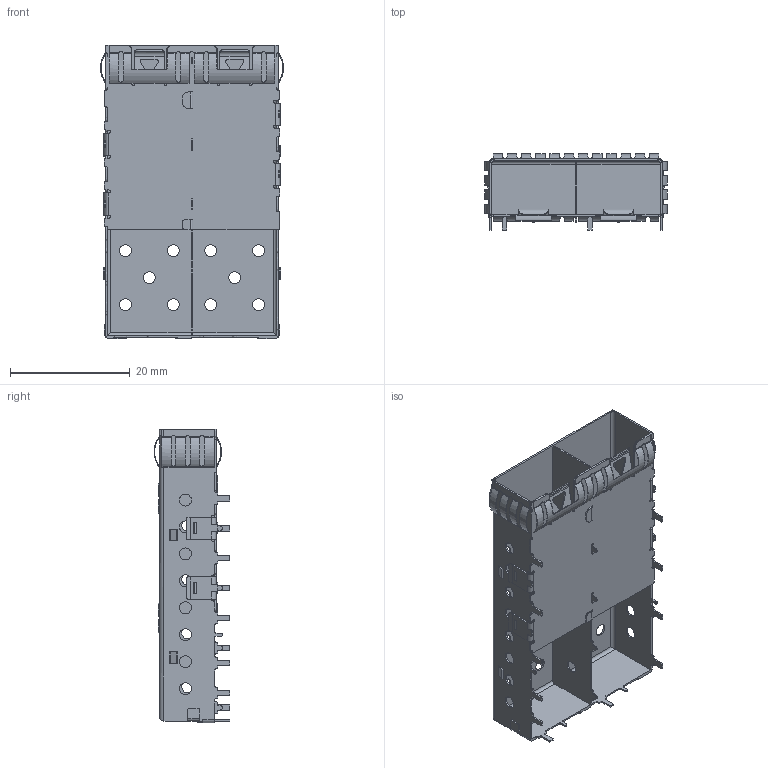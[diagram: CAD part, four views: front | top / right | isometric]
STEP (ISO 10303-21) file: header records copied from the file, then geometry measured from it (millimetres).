
FILE_DESCRIPTION((''),'2;1');
FILE_NAME('C-2007263-3','2020-02-27T02:51:23',('workeradm'),('TE Connectivity Ltd.'),'CREO PARAMETRIC BY PTC INC, 2019292','CREO PARAMETRIC BY PTC INC, 2019292','');
FILE_SCHEMA(('AUTOMOTIVE_DESIGN { 1 0 10303 214 1 1 1 1 }'));
Length unit declared in the file: millimetre
Products named in the file (1): C-2007263-3
Bounding box: 30.55 x 12.65 x 48.98 mm (x, y, z)
Volume: 977.5 mm3; surface area: 8141 mm2
Topology: 1 solids, 1 shells, 954 faces, 3002 edges, 1976 vertices
Faces by surface type: cylinder 491, plane 463
Entity records: 40601 total; most frequent: CARTESIAN_POINT 13101, ORIENTED_EDGE 6004, DIRECTION 5589, EDGE_CURVE 3002, VERTEX_POINT 1976, AXIS2_PLACEMENT_3D 1906, VECTOR 1777, LINE 1777
